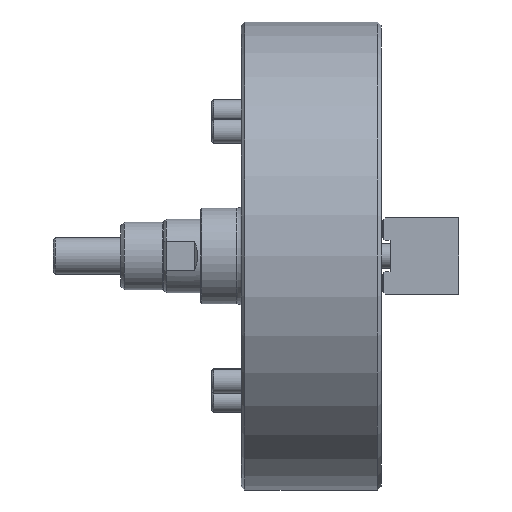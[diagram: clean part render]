
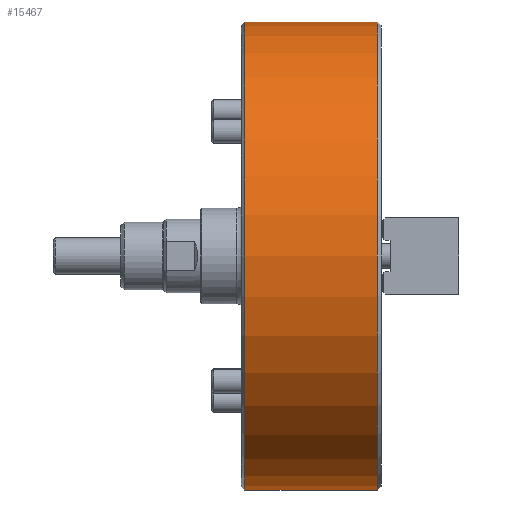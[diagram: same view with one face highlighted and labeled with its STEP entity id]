
A CAD part, front view. The second image highlights one B-rep face of the part: STEP entity #15467.
In plain terms, the highlighted cylindrical face has radius 190.5 mm (diameter 381 mm), a partial arc.
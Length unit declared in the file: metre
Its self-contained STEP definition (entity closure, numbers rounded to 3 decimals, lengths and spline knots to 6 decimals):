
#221 = ORIENTED_EDGE ( 'NONE', *, *, #12300, .F. ) ;
#1454 = CARTESIAN_POINT ( 'NONE',  ( 0.111, 0., -0.1905 ) ) ;
#2194 = CARTESIAN_POINT ( 'NONE',  ( 0.003, 0., 0.1905 ) ) ;
#2289 = CIRCLE ( 'NONE', #38997, 0.1905 ) ;
#2964 = DIRECTION ( 'NONE',  ( 1., 0., 0. ) ) ;
#5925 = ORIENTED_EDGE ( 'NONE', *, *, #37697, .T. ) ;
#6042 = VECTOR ( 'NONE', #9100, 1. ) ;
#6562 = ORIENTED_EDGE ( 'NONE', *, *, #18303, .T. ) ;
#7883 = VERTEX_POINT ( 'NONE', #2194 ) ;
#9100 = DIRECTION ( 'NONE',  ( -1., 0., 0. ) ) ;
#9723 = AXIS2_PLACEMENT_3D ( 'NONE', #27400, #30721, #10951 ) ;
#10951 = DIRECTION ( 'NONE',  ( 0., 0., 1. ) ) ;
#12300 = EDGE_CURVE ( 'NONE', #27430, #36803, #32389, .T. ) ;
#13045 = CYLINDRICAL_SURFACE ( 'NONE', #9723, 0.1905 ) ;
#15467 = ADVANCED_FACE ( 'NONE', ( #31663 ), #13045, .T. ) ;
#16057 = DIRECTION ( 'NONE',  ( -1., 0., 0. ) ) ;
#16764 = EDGE_CURVE ( 'NONE', #7883, #36803, #28431, .T. ) ;
#17691 = DIRECTION ( 'NONE',  ( -1., 0., 0. ) ) ;
#18303 = EDGE_CURVE ( 'NONE', #36116, #7883, #20451, .T. ) ;
#20451 = LINE ( 'NONE', #34135, #29215 ) ;
#22233 = CARTESIAN_POINT ( 'NONE',  ( 0., 0., -0.1905 ) ) ;
#22741 = CARTESIAN_POINT ( 'NONE',  ( 0.003, 0., 0. ) ) ;
#26054 = DIRECTION ( 'NONE',  ( 0., 0., -1. ) ) ;
#27400 = CARTESIAN_POINT ( 'NONE',  ( 0., 0., 0. ) ) ;
#27430 = VERTEX_POINT ( 'NONE', #1454 ) ;
#28431 = CIRCLE ( 'NONE', #36778, 0.1905 ) ;
#29196 = CARTESIAN_POINT ( 'NONE',  ( 0.111, 0., 0.1905 ) ) ;
#29215 = VECTOR ( 'NONE', #17691, 1. ) ;
#29823 = ORIENTED_EDGE ( 'NONE', *, *, #16764, .T. ) ;
#30721 = DIRECTION ( 'NONE',  ( -1., 0., 0. ) ) ;
#31663 = FACE_OUTER_BOUND ( 'NONE', #40479, .T. ) ;
#32389 = LINE ( 'NONE', #22233, #6042 ) ;
#33202 = CARTESIAN_POINT ( 'NONE',  ( 0.003, 0., -0.1905 ) ) ;
#34135 = CARTESIAN_POINT ( 'NONE',  ( 0., 0., 0.1905 ) ) ;
#35871 = CARTESIAN_POINT ( 'NONE',  ( 0.111, 0., 0. ) ) ;
#36116 = VERTEX_POINT ( 'NONE', #29196 ) ;
#36778 = AXIS2_PLACEMENT_3D ( 'NONE', #22741, #2964, #26054 ) ;
#36803 = VERTEX_POINT ( 'NONE', #33202 ) ;
#37697 = EDGE_CURVE ( 'NONE', #27430, #36116, #2289, .T. ) ;
#38997 = AXIS2_PLACEMENT_3D ( 'NONE', #35871, #16057, #39207 ) ;
#39207 = DIRECTION ( 'NONE',  ( 0., 0., 1. ) ) ;
#40479 = EDGE_LOOP ( 'NONE', ( #221, #5925, #6562, #29823 ) ) ;
